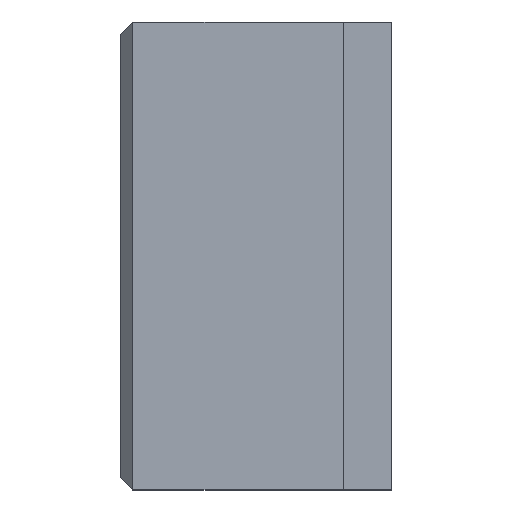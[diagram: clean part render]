
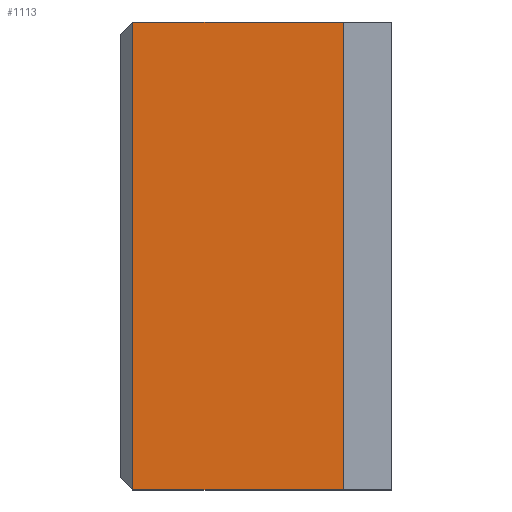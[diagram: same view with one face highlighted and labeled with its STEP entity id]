
A CAD part, left-side view. The second image highlights one B-rep face of the part: STEP entity #1113.
In plain terms, the highlighted planar face has unit normal (-1, 0, 0).
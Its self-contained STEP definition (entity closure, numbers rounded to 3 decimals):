
#180=FACE_OUTER_BOUND('',#246,.T.);
#246=EDGE_LOOP('',(#917,#918,#919,#920));
#293=LINE('',#1655,#394);
#362=LINE('',#1857,#463);
#363=LINE('',#1859,#464);
#364=LINE('',#1860,#465);
#394=VECTOR('',#1299,10.);
#463=VECTOR('',#1510,10.);
#464=VECTOR('',#1511,10.);
#465=VECTOR('',#1512,10.);
#494=VERTEX_POINT('',#1652);
#495=VERTEX_POINT('',#1654);
#557=VERTEX_POINT('',#1856);
#558=VERTEX_POINT('',#1858);
#589=EDGE_CURVE('',#495,#494,#293,.T.);
#692=EDGE_CURVE('',#557,#494,#362,.T.);
#693=EDGE_CURVE('',#558,#557,#363,.T.);
#694=EDGE_CURVE('',#495,#558,#364,.T.);
#917=ORIENTED_EDGE('',*,*,#589,.T.);
#918=ORIENTED_EDGE('',*,*,#692,.F.);
#919=ORIENTED_EDGE('',*,*,#693,.F.);
#920=ORIENTED_EDGE('',*,*,#694,.F.);
#1056=PLANE('',#1232);
#1113=ADVANCED_FACE('',(#180),#1056,.T.);
#1232=AXIS2_PLACEMENT_3D('',#1855,#1508,#1509);
#1299=DIRECTION('',(0.,0.,1.));
#1508=DIRECTION('center_axis',(-1.,0.,0.));
#1509=DIRECTION('ref_axis',(0.,0.,1.));
#1510=DIRECTION('',(0.,-1.,0.));
#1511=DIRECTION('',(0.,0.,1.));
#1512=DIRECTION('',(0.,1.,0.));
#1652=CARTESIAN_POINT('',(-9.5,-5.044,9.5));
#1654=CARTESIAN_POINT('',(-9.5,-5.044,-9.5));
#1655=CARTESIAN_POINT('',(-9.5,-5.044,-9.5));
#1855=CARTESIAN_POINT('Origin',(-9.5,0.,-9.5));
#1856=CARTESIAN_POINT('',(-9.5,3.5,9.5));
#1857=CARTESIAN_POINT('',(-9.5,0.,9.5));
#1858=CARTESIAN_POINT('',(-9.5,3.5,-9.5));
#1859=CARTESIAN_POINT('',(-9.5,3.5,-4.75));
#1860=CARTESIAN_POINT('',(-9.5,0.,-9.5));
